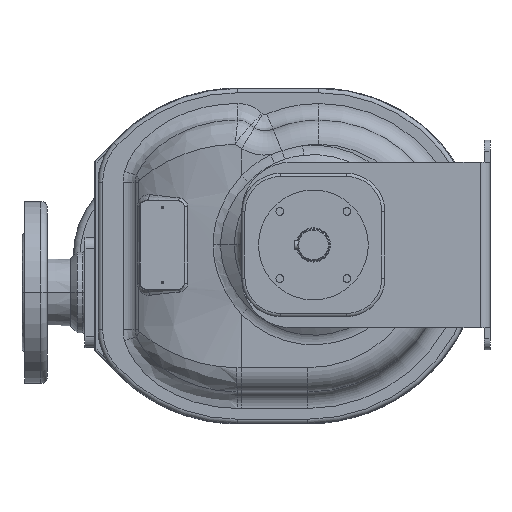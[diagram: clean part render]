
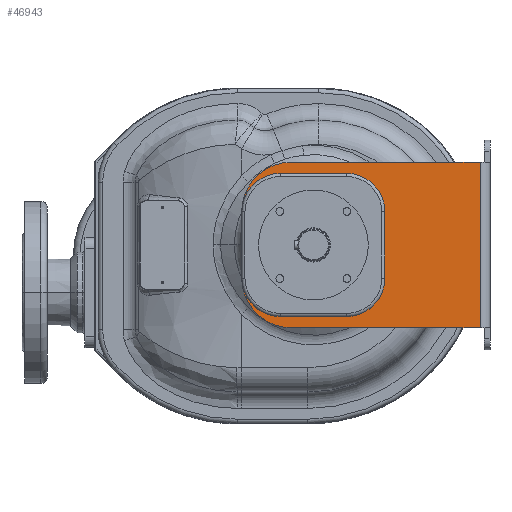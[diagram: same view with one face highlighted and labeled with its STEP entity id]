
A CAD part, left-side view. The second image highlights one B-rep face of the part: STEP entity #46943.
In plain terms, the highlighted planar face has unit normal (-1, 0, 0).
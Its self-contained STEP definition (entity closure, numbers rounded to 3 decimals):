
#14627=DIRECTION('',(0.,0.,1.));
#14628=VECTOR('',#14627,150.);
#14629=CARTESIAN_POINT('',(-279.,-151.,-75.));
#14630=LINE('',#14629,#14628);
#14802=CARTESIAN_POINT('',(-279.,20.,-30.));
#14803=DIRECTION('',(1.,0.,0.));
#14804=DIRECTION('',(0.,0.,-1.));
#14805=AXIS2_PLACEMENT_3D('',#14802,#14803,#14804);
#14807=DIRECTION('',(0.,0.,1.));
#14808=VECTOR('',#14807,60.);
#14809=CARTESIAN_POINT('',(-279.,65.,-30.));
#14810=LINE('',#14809,#14808);
#14811=CARTESIAN_POINT('',(-279.,20.,30.));
#14812=DIRECTION('',(1.,0.,0.));
#14813=DIRECTION('',(0.,1.,0.));
#14814=AXIS2_PLACEMENT_3D('',#14811,#14812,#14813);
#14816=DIRECTION('',(0.,-1.,0.));
#14817=VECTOR('',#14816,171.);
#14818=CARTESIAN_POINT('',(-279.,20.,75.));
#14819=LINE('',#14818,#14817);
#14820=DIRECTION('',(0.,1.,0.));
#14821=VECTOR('',#14820,171.);
#14822=CARTESIAN_POINT('',(-279.,-151.,-75.));
#14823=LINE('',#14822,#14821);
#14824=DIRECTION('',(0.,0.,1.));
#14825=VECTOR('',#14824,60.);
#14826=CARTESIAN_POINT('',(-279.,-64.828,-30.));
#14827=LINE('',#14826,#14825);
#14833=CARTESIAN_POINT('',(-279.,-30.,-30.));
#14834=DIRECTION('',(-1.,0.,0.));
#14835=DIRECTION('',(0.,0.,-1.));
#14836=AXIS2_PLACEMENT_3D('',#14833,#14834,#14835);
#14843=DIRECTION('',(0.,-1.,0.));
#14844=VECTOR('',#14843,60.);
#14845=CARTESIAN_POINT('',(-279.,30.,-64.828));
#14846=LINE('',#14845,#14844);
#14852=CARTESIAN_POINT('',(-279.,30.,-30.));
#14853=DIRECTION('',(-1.,0.,0.));
#14854=DIRECTION('',(0.,1.,0.));
#14855=AXIS2_PLACEMENT_3D('',#14852,#14853,#14854);
#14862=DIRECTION('',(0.,0.,-1.));
#14863=VECTOR('',#14862,60.);
#14864=CARTESIAN_POINT('',(-279.,64.828,30.));
#14865=LINE('',#14864,#14863);
#14871=CARTESIAN_POINT('',(-279.,30.,30.));
#14872=DIRECTION('',(-1.,0.,0.));
#14873=DIRECTION('',(0.,0.,1.));
#14874=AXIS2_PLACEMENT_3D('',#14871,#14872,#14873);
#14881=DIRECTION('',(0.,1.,0.));
#14882=VECTOR('',#14881,60.);
#14883=CARTESIAN_POINT('',(-279.,-30.,64.828));
#14884=LINE('',#14883,#14882);
#14890=CARTESIAN_POINT('',(-279.,-30.,30.));
#14891=DIRECTION('',(-1.,0.,0.));
#14892=DIRECTION('',(0.,-1.,0.));
#14893=AXIS2_PLACEMENT_3D('',#14890,#14891,#14892);
#24454=CARTESIAN_POINT('',(-279.,20.,-75.));
#24456=VERTEX_POINT('',#24454);
#24457=CARTESIAN_POINT('',(-279.,-151.,-75.));
#24458=VERTEX_POINT('',#24457);
#24459=CARTESIAN_POINT('',(-279.,20.,75.));
#24460=CARTESIAN_POINT('',(-279.,-151.,75.));
#24461=VERTEX_POINT('',#24459);
#24462=VERTEX_POINT('',#24460);
#24509=CARTESIAN_POINT('',(-279.,65.,-30.));
#24510=VERTEX_POINT('',#24509);
#24511=CARTESIAN_POINT('',(-279.,65.,30.));
#24512=VERTEX_POINT('',#24511);
#24545=CARTESIAN_POINT('',(-279.,-64.828,-30.));
#24546=CARTESIAN_POINT('',(-279.,-64.828,30.));
#24547=VERTEX_POINT('',#24545);
#24548=VERTEX_POINT('',#24546);
#24549=CARTESIAN_POINT('',(-279.,-30.,-64.828));
#24550=VERTEX_POINT('',#24549);
#24551=CARTESIAN_POINT('',(-279.,30.,-64.828));
#24552=VERTEX_POINT('',#24551);
#24553=CARTESIAN_POINT('',(-279.,64.828,-30.));
#24554=VERTEX_POINT('',#24553);
#24555=CARTESIAN_POINT('',(-279.,64.828,30.));
#24556=VERTEX_POINT('',#24555);
#24557=CARTESIAN_POINT('',(-279.,30.,64.828));
#24558=VERTEX_POINT('',#24557);
#24559=CARTESIAN_POINT('',(-279.,-30.,64.828));
#24560=VERTEX_POINT('',#24559);
#46912=CARTESIAN_POINT('',(-279.,0.,0.));
#46913=DIRECTION('',(1.,0.,0.));
#46914=DIRECTION('',(0.,0.,-1.));
#46915=AXIS2_PLACEMENT_3D('',#46912,#46913,#46914);
#46916=PLANE('',#46915);
#46917=ORIENTED_EDGE('',*,*,#46898,.T.);
#46918=ORIENTED_EDGE('',*,*,#46511,.T.);
#46919=ORIENTED_EDGE('',*,*,#46561,.T.);
#46920=ORIENTED_EDGE('',*,*,#46581,.T.);
#46921=ORIENTED_EDGE('',*,*,#46625,.F.);
#46922=ORIENTED_EDGE('',*,*,#46879,.T.);
#46923=EDGE_LOOP('',(#46917,#46918,#46919,#46920,#46921,#46922));
#46924=FACE_OUTER_BOUND('',#46923,.F.);
#46926=ORIENTED_EDGE('',*,*,#46925,.T.);
#46928=ORIENTED_EDGE('',*,*,#46927,.T.);
#46930=ORIENTED_EDGE('',*,*,#46929,.T.);
#46932=ORIENTED_EDGE('',*,*,#46931,.T.);
#46934=ORIENTED_EDGE('',*,*,#46933,.T.);
#46936=ORIENTED_EDGE('',*,*,#46935,.T.);
#46938=ORIENTED_EDGE('',*,*,#46937,.T.);
#46940=ORIENTED_EDGE('',*,*,#46939,.T.);
#46941=EDGE_LOOP('',(#46926,#46928,#46930,#46932,#46934,#46936,#46938,#46940));
#46942=FACE_BOUND('',#46941,.F.);
#14806=CIRCLE('',#14805,45.);
#14815=CIRCLE('',#14814,45.);
#14837=CIRCLE('',#14836,34.828);
#14856=CIRCLE('',#14855,34.828);
#14875=CIRCLE('',#14874,34.828);
#14894=CIRCLE('',#14893,34.828);
#46511=EDGE_CURVE('',#24510,#24512,#14810,.T.);
#46561=EDGE_CURVE('',#24512,#24461,#14815,.T.);
#46581=EDGE_CURVE('',#24461,#24462,#14819,.T.);
#46625=EDGE_CURVE('',#24458,#24462,#14630,.T.);
#46879=EDGE_CURVE('',#24458,#24456,#14823,.T.);
#46898=EDGE_CURVE('',#24456,#24510,#14806,.T.);
#46925=EDGE_CURVE('',#24547,#24548,#14827,.T.);
#46927=EDGE_CURVE('',#24548,#24560,#14894,.T.);
#46929=EDGE_CURVE('',#24560,#24558,#14884,.T.);
#46931=EDGE_CURVE('',#24558,#24556,#14875,.T.);
#46933=EDGE_CURVE('',#24556,#24554,#14865,.T.);
#46935=EDGE_CURVE('',#24554,#24552,#14856,.T.);
#46937=EDGE_CURVE('',#24552,#24550,#14846,.T.);
#46939=EDGE_CURVE('',#24550,#24547,#14837,.T.);
#46943=ADVANCED_FACE('',(#46924,#46942),#46916,.F.);
